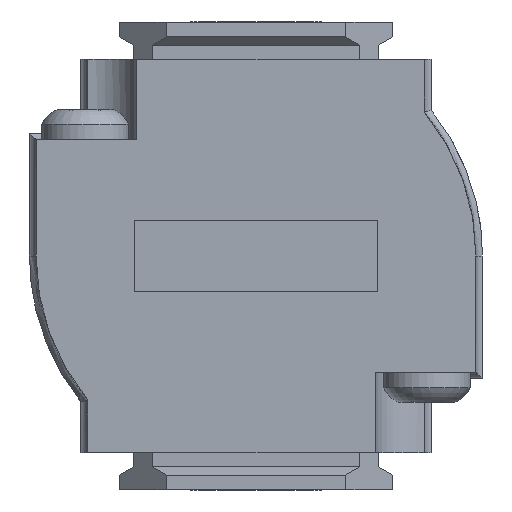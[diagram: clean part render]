
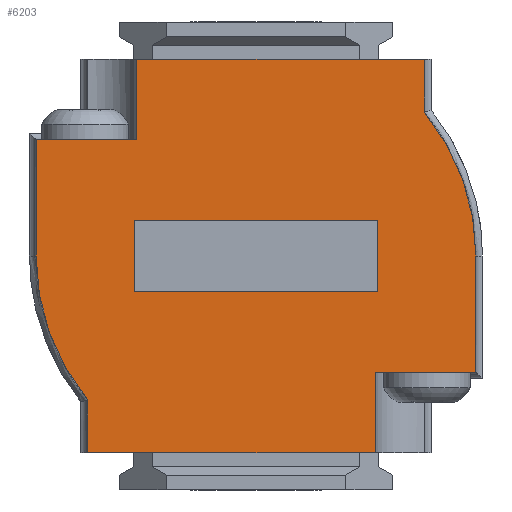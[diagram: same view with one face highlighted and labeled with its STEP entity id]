
A CAD part, front view. The second image highlights one B-rep face of the part: STEP entity #6203.
In plain terms, the highlighted face is planar.
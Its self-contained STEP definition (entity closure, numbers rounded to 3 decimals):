
#30 = CARTESIAN_POINT ( 'NONE',  ( 12.985, -631.84, -19. ) ) ;
#68 = VECTOR ( 'NONE', #1873, 1000. ) ;
#159 = VERTEX_POINT ( 'NONE', #3751 ) ;
#167 = VERTEX_POINT ( 'NONE', #6327 ) ;
#208 = CARTESIAN_POINT ( 'NONE',  ( 23.5, -610., -19. ) ) ;
#267 = DIRECTION ( 'NONE',  ( 1., 0., 0. ) ) ;
#292 = ORIENTED_EDGE ( 'NONE', *, *, #6981, .T. ) ;
#348 = CARTESIAN_POINT ( 'NONE',  ( -12.985, -607.7, -19. ) ) ;
#349 = CARTESIAN_POINT ( 'NONE',  ( 18., -631.84, -19. ) ) ;
#379 = CARTESIAN_POINT ( 'NONE',  ( 18., -631., -19. ) ) ;
#408 = DIRECTION ( 'NONE',  ( -1., 0., 0. ) ) ;
#658 = ORIENTED_EDGE ( 'NONE', *, *, #3139, .F. ) ;
#743 = EDGE_CURVE ( 'NONE', #1013, #5004, #3145, .T. ) ;
#757 = CARTESIAN_POINT ( 'NONE',  ( -12.75, -622.4, -19. ) ) ;
#958 = EDGE_LOOP ( 'NONE', ( #292, #6137, #4389, #1671 ) ) ;
#1013 = VERTEX_POINT ( 'NONE', #6428 ) ;
#1038 = LINE ( 'NONE', #7757, #1533 ) ;
#1241 = VECTOR ( 'NONE', #4394, 1000. ) ;
#1297 = CARTESIAN_POINT ( 'NONE',  ( -24.44, -597.6, -19. ) ) ;
#1377 = CIRCLE ( 'NONE', #2418, 24.2 ) ;
#1390 = LINE ( 'NONE', #349, #5705 ) ;
#1533 = VECTOR ( 'NONE', #7169, 1000. ) ;
#1621 = ORIENTED_EDGE ( 'NONE', *, *, #4705, .F. ) ;
#1648 = DIRECTION ( 'NONE',  ( 0., 0., 1. ) ) ;
#1669 = VECTOR ( 'NONE', #6480, 1000. ) ;
#1671 = ORIENTED_EDGE ( 'NONE', *, *, #5145, .T. ) ;
#1733 = ORIENTED_EDGE ( 'NONE', *, *, #7806, .F. ) ;
#1765 = EDGE_CURVE ( 'NONE', #2183, #8049, #5314, .T. ) ;
#1834 = CARTESIAN_POINT ( 'NONE',  ( 12.75, -597.6, -19. ) ) ;
#1873 = DIRECTION ( 'NONE',  ( -1., 0., 0. ) ) ;
#1903 = VERTEX_POINT ( 'NONE', #1834 ) ;
#2090 = FACE_BOUND ( 'NONE', #958, .T. ) ;
#2115 = CARTESIAN_POINT ( 'NONE',  ( -0.7, -610., -19. ) ) ;
#2130 = EDGE_CURVE ( 'NONE', #8106, #167, #2936, .T. ) ;
#2157 = AXIS2_PLACEMENT_3D ( 'NONE', #5143, #6538, #3314 ) ;
#2162 = VECTOR ( 'NONE', #5917, 1000. ) ;
#2165 = ORIENTED_EDGE ( 'NONE', *, *, #1765, .F. ) ;
#2183 = VERTEX_POINT ( 'NONE', #3522 ) ;
#2201 = AXIS2_PLACEMENT_3D ( 'NONE', #2914, #1648, #2958 ) ;
#2260 = ORIENTED_EDGE ( 'NONE', *, *, #4526, .F. ) ;
#2313 = VERTEX_POINT ( 'NONE', #757 ) ;
#2399 = EDGE_CURVE ( 'NONE', #5004, #2313, #6375, .T. ) ;
#2418 = AXIS2_PLACEMENT_3D ( 'NONE', #2115, #7107, #267 ) ;
#2435 = VERTEX_POINT ( 'NONE', #348 ) ;
#2458 = EDGE_CURVE ( 'NONE', #7904, #8125, #4759, .T. ) ;
#2491 = CARTESIAN_POINT ( 'NONE',  ( -24.44, -589., -19. ) ) ;
#2808 = VECTOR ( 'NONE', #5318, 1000. ) ;
#2852 = DIRECTION ( 'NONE',  ( 0., 1., 0. ) ) ;
#2866 = VERTEX_POINT ( 'NONE', #4182 ) ;
#2914 = CARTESIAN_POINT ( 'NONE',  ( -24.44, -631.84, -19. ) ) ;
#2936 = LINE ( 'NONE', #5431, #3204 ) ;
#2958 = DIRECTION ( 'NONE',  ( 1., 0., 0. ) ) ;
#2990 = DIRECTION ( 'NONE',  ( 1., 0., 0. ) ) ;
#3043 = VECTOR ( 'NONE', #408, 1000. ) ;
#3139 = EDGE_CURVE ( 'NONE', #2866, #1903, #3449, .T. ) ;
#3145 = LINE ( 'NONE', #5800, #3424 ) ;
#3204 = VECTOR ( 'NONE', #5306, 1000. ) ;
#3208 = LINE ( 'NONE', #30, #3902 ) ;
#3314 = DIRECTION ( 'NONE',  ( 1., 0., 0. ) ) ;
#3329 = VECTOR ( 'NONE', #2990, 1000. ) ;
#3375 = CARTESIAN_POINT ( 'NONE',  ( -24.44, -607.7, -19. ) ) ;
#3424 = VECTOR ( 'NONE', #4442, 1000. ) ;
#3449 = LINE ( 'NONE', #1297, #3043 ) ;
#3522 = CARTESIAN_POINT ( 'NONE',  ( -12.75, -631., -19. ) ) ;
#3751 = CARTESIAN_POINT ( 'NONE',  ( 18., -625.361, -19. ) ) ;
#3755 = VECTOR ( 'NONE', #7128, 1000. ) ;
#3781 = DIRECTION ( 'NONE',  ( 0., 1., 0. ) ) ;
#3902 = VECTOR ( 'NONE', #3781, 1000. ) ;
#3953 = ORIENTED_EDGE ( 'NONE', *, *, #8111, .F. ) ;
#4182 = CARTESIAN_POINT ( 'NONE',  ( 23.5, -597.6, -19. ) ) ;
#4197 = ORIENTED_EDGE ( 'NONE', *, *, #2399, .F. ) ;
#4262 = PLANE ( 'NONE',  #2201 ) ;
#4389 = ORIENTED_EDGE ( 'NONE', *, *, #5963, .T. ) ;
#4394 = DIRECTION ( 'NONE',  ( 1., 0., 0. ) ) ;
#4442 = DIRECTION ( 'NONE',  ( 0., -1., 0. ) ) ;
#4526 = EDGE_CURVE ( 'NONE', #7930, #2866, #5938, .T. ) ;
#4583 = LINE ( 'NONE', #3375, #1669 ) ;
#4691 = EDGE_CURVE ( 'NONE', #159, #7930, #1377, .T. ) ;
#4705 = EDGE_CURVE ( 'NONE', #8125, #1013, #7258, .T. ) ;
#4748 = CARTESIAN_POINT ( 'NONE',  ( 12.75, -589., -19. ) ) ;
#4752 = CARTESIAN_POINT ( 'NONE',  ( -12.75, -631.84, -19. ) ) ;
#4759 = LINE ( 'NONE', #7136, #2162 ) ;
#4783 = ORIENTED_EDGE ( 'NONE', *, *, #8014, .F. ) ;
#4828 = VECTOR ( 'NONE', #7183, 1000. ) ;
#5004 = VERTEX_POINT ( 'NONE', #5753 ) ;
#5143 = CARTESIAN_POINT ( 'NONE',  ( 0.7, -610., -19. ) ) ;
#5145 = EDGE_CURVE ( 'NONE', #7261, #2435, #4583, .T. ) ;
#5221 = CARTESIAN_POINT ( 'NONE',  ( -12.985, -631.84, -19. ) ) ;
#5249 = ORIENTED_EDGE ( 'NONE', *, *, #743, .F. ) ;
#5267 = ORIENTED_EDGE ( 'NONE', *, *, #2458, .F. ) ;
#5306 = DIRECTION ( 'NONE',  ( 1., 0., 0. ) ) ;
#5314 = LINE ( 'NONE', #5357, #3329 ) ;
#5318 = DIRECTION ( 'NONE',  ( 0., 1., 0. ) ) ;
#5357 = CARTESIAN_POINT ( 'NONE',  ( -24.44, -631., -19. ) ) ;
#5431 = CARTESIAN_POINT ( 'NONE',  ( -24.44, -612.3, -19. ) ) ;
#5576 = CARTESIAN_POINT ( 'NONE',  ( -18., -594.639, -19. ) ) ;
#5705 = VECTOR ( 'NONE', #2852, 1000. ) ;
#5753 = CARTESIAN_POINT ( 'NONE',  ( -23.5, -622.4, -19. ) ) ;
#5800 = CARTESIAN_POINT ( 'NONE',  ( -23.5, -631.84, -19. ) ) ;
#5917 = DIRECTION ( 'NONE',  ( 0., -1., 0. ) ) ;
#5938 = LINE ( 'NONE', #6474, #2808 ) ;
#5942 = EDGE_LOOP ( 'NONE', ( #5267, #7052, #4783, #658, #2260, #7013, #1733, #2165, #3953, #4197, #5249, #1621 ) ) ;
#5963 = EDGE_CURVE ( 'NONE', #167, #7261, #3208, .T. ) ;
#6137 = ORIENTED_EDGE ( 'NONE', *, *, #2130, .T. ) ;
#6203 = ADVANCED_FACE ( 'NONE', ( #2090, #7082 ), #4262, .F. ) ;
#6257 = VERTEX_POINT ( 'NONE', #4748 ) ;
#6327 = CARTESIAN_POINT ( 'NONE',  ( 12.985, -612.3, -19. ) ) ;
#6375 = LINE ( 'NONE', #7728, #1241 ) ;
#6428 = CARTESIAN_POINT ( 'NONE',  ( -23.5, -610., -19. ) ) ;
#6474 = CARTESIAN_POINT ( 'NONE',  ( 23.5, -631.84, -19. ) ) ;
#6480 = DIRECTION ( 'NONE',  ( -1., 0., 0. ) ) ;
#6538 = DIRECTION ( 'NONE',  ( 0., 0., 1. ) ) ;
#6862 = LINE ( 'NONE', #2491, #68 ) ;
#6981 = EDGE_CURVE ( 'NONE', #2435, #8106, #7772, .T. ) ;
#7013 = ORIENTED_EDGE ( 'NONE', *, *, #4691, .F. ) ;
#7052 = ORIENTED_EDGE ( 'NONE', *, *, #7703, .F. ) ;
#7082 = FACE_OUTER_BOUND ( 'NONE', #5942, .T. ) ;
#7107 = DIRECTION ( 'NONE',  ( 0., 0., 1. ) ) ;
#7128 = DIRECTION ( 'NONE',  ( 0., -1., 0. ) ) ;
#7136 = CARTESIAN_POINT ( 'NONE',  ( -18., -631.84, -19. ) ) ;
#7169 = DIRECTION ( 'NONE',  ( 0., 1., 0. ) ) ;
#7183 = DIRECTION ( 'NONE',  ( 0., -1., 0. ) ) ;
#7258 = CIRCLE ( 'NONE', #2157, 24.2 ) ;
#7261 = VERTEX_POINT ( 'NONE', #7676 ) ;
#7461 = CARTESIAN_POINT ( 'NONE',  ( -18., -589., -19. ) ) ;
#7676 = CARTESIAN_POINT ( 'NONE',  ( 12.985, -607.7, -19. ) ) ;
#7703 = EDGE_CURVE ( 'NONE', #6257, #7904, #6862, .T. ) ;
#7728 = CARTESIAN_POINT ( 'NONE',  ( -24.44, -622.4, -19. ) ) ;
#7757 = CARTESIAN_POINT ( 'NONE',  ( 12.75, -631.84, -19. ) ) ;
#7772 = LINE ( 'NONE', #5221, #4828 ) ;
#7802 = CARTESIAN_POINT ( 'NONE',  ( -12.985, -612.3, -19. ) ) ;
#7806 = EDGE_CURVE ( 'NONE', #8049, #159, #1390, .T. ) ;
#7881 = LINE ( 'NONE', #4752, #3755 ) ;
#7904 = VERTEX_POINT ( 'NONE', #7461 ) ;
#7930 = VERTEX_POINT ( 'NONE', #208 ) ;
#8014 = EDGE_CURVE ( 'NONE', #1903, #6257, #1038, .T. ) ;
#8049 = VERTEX_POINT ( 'NONE', #379 ) ;
#8106 = VERTEX_POINT ( 'NONE', #7802 ) ;
#8111 = EDGE_CURVE ( 'NONE', #2313, #2183, #7881, .T. ) ;
#8125 = VERTEX_POINT ( 'NONE', #5576 ) ;
